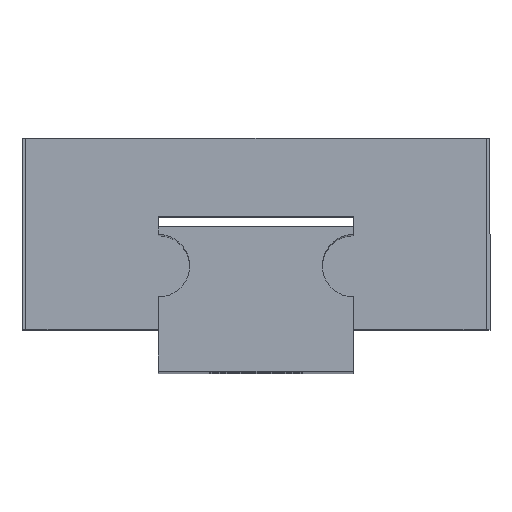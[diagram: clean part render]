
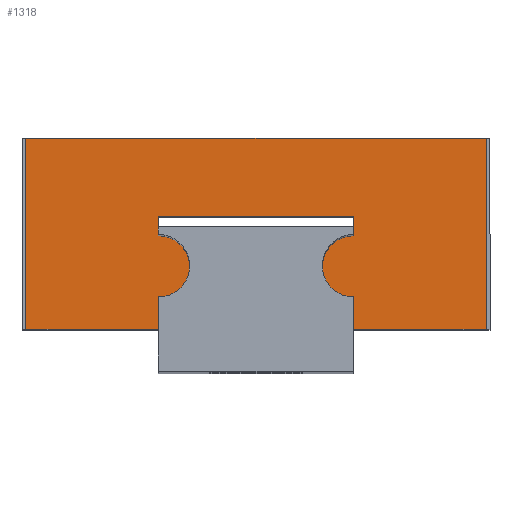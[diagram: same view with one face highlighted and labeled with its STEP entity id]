
A CAD part, top view. The second image highlights one B-rep face of the part: STEP entity #1318.
In plain terms, the highlighted planar face has unit normal (0, 0, 1).
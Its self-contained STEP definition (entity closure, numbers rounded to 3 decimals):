
#10 = VECTOR ( 'NONE', #1871, 1000. ) ;
#26 = ORIENTED_EDGE ( 'NONE', *, *, #1052, .F. ) ;
#56 = ORIENTED_EDGE ( 'NONE', *, *, #1150, .T. ) ;
#115 = LINE ( 'NONE', #1392, #10 ) ;
#141 = ORIENTED_EDGE ( 'NONE', *, *, #2864, .F. ) ;
#143 = VECTOR ( 'NONE', #437, 1000. ) ;
#161 = CARTESIAN_POINT ( 'NONE',  ( 2.5, -0.05, 8.1 ) ) ;
#173 = CARTESIAN_POINT ( 'NONE',  ( -2.5, 0.45, 8.1 ) ) ;
#240 = LINE ( 'NONE', #1628, #2676 ) ;
#250 = CARTESIAN_POINT ( 'NONE',  ( 5.9, -2.45, 8.1 ) ) ;
#280 = VECTOR ( 'NONE', #576, 1000. ) ;
#304 = ORIENTED_EDGE ( 'NONE', *, *, #1547, .T. ) ;
#340 = EDGE_CURVE ( 'NONE', #1321, #1850, #240, .T. ) ;
#391 = CARTESIAN_POINT ( 'NONE',  ( -2.5, -0.85, 8.1 ) ) ;
#401 = EDGE_CURVE ( 'NONE', #2455, #945, #115, .T. ) ;
#415 = PLANE ( 'NONE',  #1041 ) ;
#437 = DIRECTION ( 'NONE',  ( 0., 1., 0. ) ) ;
#462 = VECTOR ( 'NONE', #2389, 1000. ) ;
#520 = CARTESIAN_POINT ( 'NONE',  ( 2.5, -1.65, 8.1 ) ) ;
#575 = CARTESIAN_POINT ( 'NONE',  ( -5.9, -2.45, 8.1 ) ) ;
#576 = DIRECTION ( 'NONE',  ( 1., 0., 0. ) ) ;
#654 = CARTESIAN_POINT ( 'NONE',  ( 0., 0., 8.1 ) ) ;
#714 = VERTEX_POINT ( 'NONE', #250 ) ;
#736 = LINE ( 'NONE', #1040, #1069 ) ;
#740 = VERTEX_POINT ( 'NONE', #1143 ) ;
#766 = FACE_OUTER_BOUND ( 'NONE', #1624, .T. ) ;
#809 = ORIENTED_EDGE ( 'NONE', *, *, #2555, .F. ) ;
#843 = EDGE_CURVE ( 'NONE', #945, #2745, #1689, .T. ) ;
#945 = VERTEX_POINT ( 'NONE', #1384 ) ;
#949 = VECTOR ( 'NONE', #1198, 1000. ) ;
#969 = CARTESIAN_POINT ( 'NONE',  ( -2.5, 0.45, 8.1 ) ) ;
#1013 = DIRECTION ( 'NONE',  ( 1., 0., 0. ) ) ;
#1025 = ORIENTED_EDGE ( 'NONE', *, *, #1075, .F. ) ;
#1040 = CARTESIAN_POINT ( 'NONE',  ( 2.5, 0.45, 8.1 ) ) ;
#1041 = AXIS2_PLACEMENT_3D ( 'NONE', #654, #1805, #2702 ) ;
#1047 = CARTESIAN_POINT ( 'NONE',  ( -5.9, -2.45, 8.1 ) ) ;
#1052 = EDGE_CURVE ( 'NONE', #2016, #2798, #2379, .T. ) ;
#1069 = VECTOR ( 'NONE', #1247, 1000. ) ;
#1072 = DIRECTION ( 'NONE',  ( 0., 0., -1. ) ) ;
#1075 = EDGE_CURVE ( 'NONE', #1687, #2225, #736, .T. ) ;
#1092 = DIRECTION ( 'NONE',  ( 0., 0., -1. ) ) ;
#1098 = VERTEX_POINT ( 'NONE', #2592 ) ;
#1141 = AXIS2_PLACEMENT_3D ( 'NONE', #391, #1092, #1517 ) ;
#1143 = CARTESIAN_POINT ( 'NONE',  ( -2.5, 0.45, 8.1 ) ) ;
#1150 = EDGE_CURVE ( 'NONE', #1321, #714, #1506, .T. ) ;
#1156 = DIRECTION ( 'NONE',  ( 0., -1., 0. ) ) ;
#1198 = DIRECTION ( 'NONE',  ( 0., -1., 0. ) ) ;
#1216 = LINE ( 'NONE', #173, #2158 ) ;
#1217 = ORIENTED_EDGE ( 'NONE', *, *, #1756, .F. ) ;
#1218 = LINE ( 'NONE', #969, #949 ) ;
#1247 = DIRECTION ( 'NONE',  ( 0., 1., 0. ) ) ;
#1299 = EDGE_CURVE ( 'NONE', #714, #2455, #1731, .T. ) ;
#1318 = ADVANCED_FACE ( 'NONE', ( #766 ), #415, .T. ) ;
#1321 = VERTEX_POINT ( 'NONE', #2043 ) ;
#1380 = CARTESIAN_POINT ( 'NONE',  ( 5.9, 2.45, 8.1 ) ) ;
#1384 = CARTESIAN_POINT ( 'NONE',  ( -5.9, 2.45, 8.1 ) ) ;
#1392 = CARTESIAN_POINT ( 'NONE',  ( -5.9, 2.45, 8.1 ) ) ;
#1406 = DIRECTION ( 'NONE',  ( 0., 1., 0. ) ) ;
#1454 = CARTESIAN_POINT ( 'NONE',  ( -2.5, -1.65, 8.1 ) ) ;
#1499 = CIRCLE ( 'NONE', #1141, 0.8 ) ;
#1506 = LINE ( 'NONE', #2647, #2063 ) ;
#1517 = DIRECTION ( 'NONE',  ( 1., 0., 0. ) ) ;
#1540 = LINE ( 'NONE', #1047, #280 ) ;
#1547 = EDGE_CURVE ( 'NONE', #2745, #1558, #1540, .T. ) ;
#1558 = VERTEX_POINT ( 'NONE', #1712 ) ;
#1602 = EDGE_CURVE ( 'NONE', #1850, #1687, #2233, .T. ) ;
#1624 = EDGE_LOOP ( 'NONE', ( #2148, #56, #2027, #2693, #1982, #304, #1759, #141, #26, #809, #1217, #1025, #1868 ) ) ;
#1628 = CARTESIAN_POINT ( 'NONE',  ( 2.5, -1.65, 8.1 ) ) ;
#1687 = VERTEX_POINT ( 'NONE', #161 ) ;
#1689 = LINE ( 'NONE', #2490, #2827 ) ;
#1712 = CARTESIAN_POINT ( 'NONE',  ( -2.5, -2.45, 8.1 ) ) ;
#1731 = LINE ( 'NONE', #2487, #143 ) ;
#1737 = DIRECTION ( 'NONE',  ( 1., 0., 0. ) ) ;
#1756 = EDGE_CURVE ( 'NONE', #2225, #740, #1216, .T. ) ;
#1759 = ORIENTED_EDGE ( 'NONE', *, *, #2066, .F. ) ;
#1805 = DIRECTION ( 'NONE',  ( 0., 0., 1. ) ) ;
#1848 = AXIS2_PLACEMENT_3D ( 'NONE', #2140, #2394, #1013 ) ;
#1850 = VERTEX_POINT ( 'NONE', #520 ) ;
#1868 = ORIENTED_EDGE ( 'NONE', *, *, #1602, .F. ) ;
#1871 = DIRECTION ( 'NONE',  ( -1., 0., 0. ) ) ;
#1914 = LINE ( 'NONE', #1454, #462 ) ;
#1933 = CARTESIAN_POINT ( 'NONE',  ( 2.5, -0.85, 8.1 ) ) ;
#1965 = DIRECTION ( 'NONE',  ( -1., 0., 0. ) ) ;
#1982 = ORIENTED_EDGE ( 'NONE', *, *, #843, .T. ) ;
#2016 = VERTEX_POINT ( 'NONE', #2143 ) ;
#2027 = ORIENTED_EDGE ( 'NONE', *, *, #1299, .T. ) ;
#2043 = CARTESIAN_POINT ( 'NONE',  ( 2.5, -2.45, 8.1 ) ) ;
#2063 = VECTOR ( 'NONE', #2667, 1000. ) ;
#2066 = EDGE_CURVE ( 'NONE', #1098, #1558, #1914, .T. ) ;
#2140 = CARTESIAN_POINT ( 'NONE',  ( -2.5, -0.85, 8.1 ) ) ;
#2143 = CARTESIAN_POINT ( 'NONE',  ( -2.5, -0.05, 8.1 ) ) ;
#2148 = ORIENTED_EDGE ( 'NONE', *, *, #340, .F. ) ;
#2158 = VECTOR ( 'NONE', #1965, 1000. ) ;
#2225 = VERTEX_POINT ( 'NONE', #2847 ) ;
#2233 = CIRCLE ( 'NONE', #2363, 0.8 ) ;
#2363 = AXIS2_PLACEMENT_3D ( 'NONE', #1933, #1072, #1737 ) ;
#2379 = CIRCLE ( 'NONE', #1848, 0.8 ) ;
#2389 = DIRECTION ( 'NONE',  ( 0., -1., 0. ) ) ;
#2394 = DIRECTION ( 'NONE',  ( 0., 0., -1. ) ) ;
#2455 = VERTEX_POINT ( 'NONE', #1380 ) ;
#2487 = CARTESIAN_POINT ( 'NONE',  ( 5.9, 2.45, 8.1 ) ) ;
#2490 = CARTESIAN_POINT ( 'NONE',  ( -5.9, 2.45, 8.1 ) ) ;
#2555 = EDGE_CURVE ( 'NONE', #740, #2016, #1218, .T. ) ;
#2592 = CARTESIAN_POINT ( 'NONE',  ( -2.5, -1.65, 8.1 ) ) ;
#2647 = CARTESIAN_POINT ( 'NONE',  ( -5.9, -2.45, 8.1 ) ) ;
#2667 = DIRECTION ( 'NONE',  ( 1., 0., 0. ) ) ;
#2676 = VECTOR ( 'NONE', #1406, 1000. ) ;
#2693 = ORIENTED_EDGE ( 'NONE', *, *, #401, .T. ) ;
#2702 = DIRECTION ( 'NONE',  ( 1., 0., 0. ) ) ;
#2745 = VERTEX_POINT ( 'NONE', #575 ) ;
#2798 = VERTEX_POINT ( 'NONE', #2837 ) ;
#2827 = VECTOR ( 'NONE', #1156, 1000. ) ;
#2837 = CARTESIAN_POINT ( 'NONE',  ( -1.7, -0.85, 8.1 ) ) ;
#2847 = CARTESIAN_POINT ( 'NONE',  ( 2.5, 0.45, 8.1 ) ) ;
#2864 = EDGE_CURVE ( 'NONE', #2798, #1098, #1499, .T. ) ;
